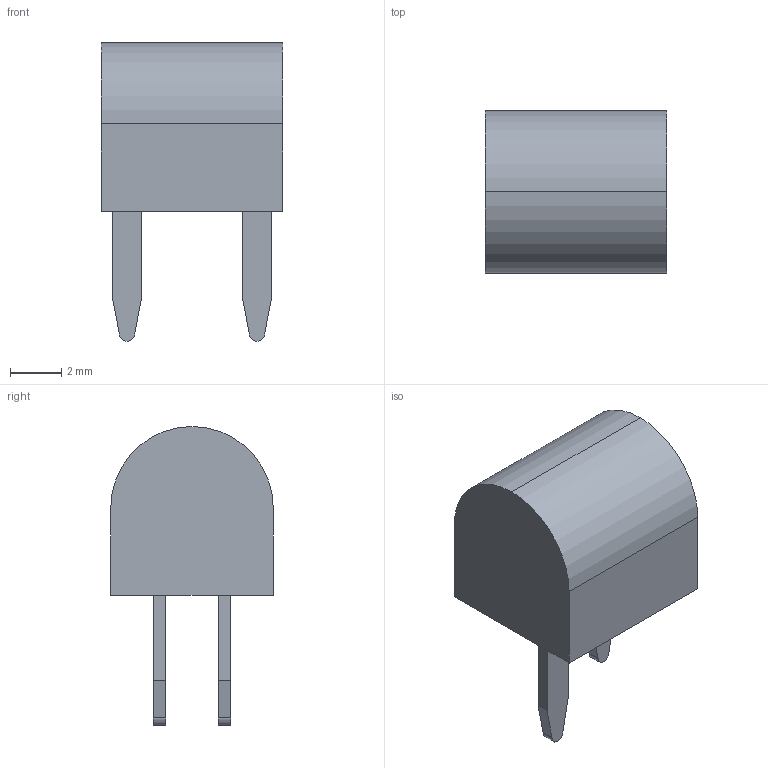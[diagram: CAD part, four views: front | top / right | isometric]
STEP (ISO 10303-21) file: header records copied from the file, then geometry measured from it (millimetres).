
FILE_DESCRIPTION((''),'2;1');
FILE_NAME('FUSH_LITTELFUSE_281007.stp','2009-10-22T16:40:09',(''),(''),'Mechanical Desktop 2006','Mechanical Desktop 2006',', , ');
FILE_SCHEMA(('AUTOMOTIVE_DESIGN { 1 2 10303 214 0 1 1 1 }'));
Length unit declared in the file: millimetre
Products named in the file (1): Product
Bounding box: 7.11 x 6.35 x 11.68 mm (x, y, z)
Volume: 269.4 mm3; surface area: 291.8 mm2
Topology: 3 solids, 3 shells, 31 faces, 69 edges, 46 vertices
Faces by surface type: plane 21, cylinder 10
Entity records: 913 total; most frequent: DIRECTION 153, CARTESIAN_POINT 147, ORIENTED_EDGE 138, EDGE_CURVE 69, AXIS2_PLACEMENT_3D 52, VECTOR 49, LINE 49, VERTEX_POINT 46
